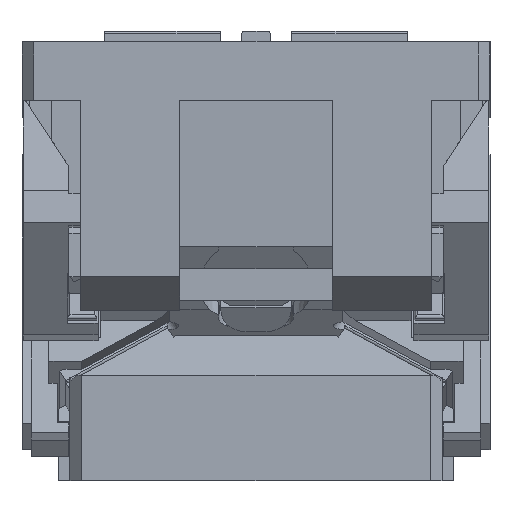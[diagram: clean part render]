
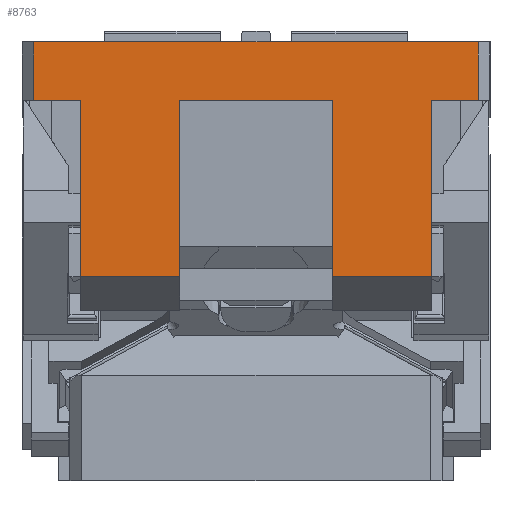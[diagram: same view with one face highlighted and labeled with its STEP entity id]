
A CAD part, left-side view. The second image highlights one B-rep face of the part: STEP entity #8763.
In plain terms, the highlighted planar face has unit normal (-1, 0, 0).
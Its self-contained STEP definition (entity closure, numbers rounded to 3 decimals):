
#4455=CARTESIAN_POINT('Vertex',(-390.,190.,200.)) ;
#4469=CARTESIAN_POINT('Vertex',(-390.,190.,150.)) ;
#4472=CARTESIAN_POINT('Line Origine',(-390.,190.,175.)) ;
#4489=CARTESIAN_POINT('Line Origine',(-390.,-190.,175.)) ;
#4493=CARTESIAN_POINT('Vertex',(-390.,-190.,150.)) ;
#4495=CARTESIAN_POINT('Vertex',(-390.,-190.,200.)) ;
#7135=CARTESIAN_POINT('Line Origine',(-390.,-170.,150.)) ;
#7139=CARTESIAN_POINT('Vertex',(-390.,-150.,150.)) ;
#7182=CARTESIAN_POINT('Vertex',(-390.,150.,150.)) ;
#7185=CARTESIAN_POINT('Line Origine',(-390.,170.,150.)) ;
#7626=CARTESIAN_POINT('Line Origine',(-390.,0.,200.)) ;
#8600=CARTESIAN_POINT('Vertex',(-390.,-150.,-0.768)) ;
#8603=CARTESIAN_POINT('Line Origine',(-390.,-150.,74.616)) ;
#8630=CARTESIAN_POINT('Vertex',(-390.,150.,-0.768)) ;
#8633=CARTESIAN_POINT('Line Origine',(-390.,150.,74.616)) ;
#8661=CARTESIAN_POINT('Line Origine',(-390.,107.5,-0.768)) ;
#8665=CARTESIAN_POINT('Vertex',(-390.,65.,-0.768)) ;
#8689=CARTESIAN_POINT('Vertex',(-390.,65.,150.)) ;
#8696=CARTESIAN_POINT('Vertex',(-390.,-65.,150.)) ;
#8699=CARTESIAN_POINT('Line Origine',(-390.,0.,150.)) ;
#8715=CARTESIAN_POINT('Line Origine',(-390.,-107.5,-0.768)) ;
#8719=CARTESIAN_POINT('Vertex',(-390.,-65.,-0.768)) ;
#8734=CARTESIAN_POINT('Axis2P3D Location',(-390.,-200.,150.)) ;
#8739=CARTESIAN_POINT('Line Origine',(-390.,65.,74.616)) ;
#8744=CARTESIAN_POINT('Line Origine',(-390.,-65.,74.616)) ;
#4473=DIRECTION('Vector Direction',(0.,0.,-1.)) ;
#4490=DIRECTION('Vector Direction',(0.,0.,1.)) ;
#7136=DIRECTION('Vector Direction',(0.,-1.,0.)) ;
#7186=DIRECTION('Vector Direction',(0.,1.,0.)) ;
#7627=DIRECTION('Vector Direction',(0.,1.,0.)) ;
#8604=DIRECTION('Vector Direction',(0.,0.,-1.)) ;
#8634=DIRECTION('Vector Direction',(0.,0.,-1.)) ;
#8662=DIRECTION('Vector Direction',(0.,-1.,0.)) ;
#8700=DIRECTION('Vector Direction',(0.,1.,0.)) ;
#8716=DIRECTION('Vector Direction',(0.,-1.,0.)) ;
#8735=DIRECTION('Axis2P3D Direction',(1.,0.,0.)) ;
#8736=DIRECTION('Axis2P3D XDirection',(0.,1.,0.)) ;
#8740=DIRECTION('Vector Direction',(0.,0.,-1.)) ;
#8745=DIRECTION('Vector Direction',(0.,0.,-1.)) ;
#8737=AXIS2_PLACEMENT_3D('Plane Axis2P3D',#8734,#8735,#8736) ;
#8750=ORIENTED_EDGE('',*,*,#8743,.F.) ;
#8751=ORIENTED_EDGE('',*,*,#8703,.F.) ;
#8752=ORIENTED_EDGE('',*,*,#8748,.T.) ;
#8753=ORIENTED_EDGE('',*,*,#8721,.T.) ;
#8754=ORIENTED_EDGE('',*,*,#8607,.F.) ;
#8755=ORIENTED_EDGE('',*,*,#7141,.F.) ;
#8756=ORIENTED_EDGE('',*,*,#4497,.T.) ;
#8757=ORIENTED_EDGE('',*,*,#7630,.T.) ;
#8758=ORIENTED_EDGE('',*,*,#4476,.T.) ;
#8759=ORIENTED_EDGE('',*,*,#7189,.F.) ;
#8760=ORIENTED_EDGE('',*,*,#8637,.T.) ;
#8761=ORIENTED_EDGE('',*,*,#8667,.T.) ;
#4474=VECTOR('Line Direction',#4473,1.) ;
#4491=VECTOR('Line Direction',#4490,1.) ;
#7137=VECTOR('Line Direction',#7136,1.) ;
#7187=VECTOR('Line Direction',#7186,1.) ;
#7628=VECTOR('Line Direction',#7627,1.) ;
#8605=VECTOR('Line Direction',#8604,1.) ;
#8635=VECTOR('Line Direction',#8634,1.) ;
#8663=VECTOR('Line Direction',#8662,1.) ;
#8701=VECTOR('Line Direction',#8700,1.) ;
#8717=VECTOR('Line Direction',#8716,1.) ;
#8741=VECTOR('Line Direction',#8740,1.) ;
#8746=VECTOR('Line Direction',#8745,1.) ;
#8763=ADVANCED_FACE('CAM HOLDER',(#8762),#8738,.F.) ;
#4476=EDGE_CURVE('',#4456,#4470,#4475,.T.) ;
#4497=EDGE_CURVE('',#4494,#4496,#4492,.T.) ;
#7141=EDGE_CURVE('',#4494,#7140,#7138,.F.) ;
#7189=EDGE_CURVE('',#7183,#4470,#7188,.T.) ;
#7630=EDGE_CURVE('',#4496,#4456,#7629,.T.) ;
#8607=EDGE_CURVE('',#7140,#8601,#8606,.T.) ;
#8637=EDGE_CURVE('',#7183,#8631,#8636,.T.) ;
#8667=EDGE_CURVE('',#8631,#8666,#8664,.T.) ;
#8703=EDGE_CURVE('',#8697,#8690,#8702,.T.) ;
#8721=EDGE_CURVE('',#8720,#8601,#8718,.T.) ;
#8743=EDGE_CURVE('',#8690,#8666,#8742,.T.) ;
#8748=EDGE_CURVE('',#8697,#8720,#8747,.T.) ;
#8749=EDGE_LOOP('',(#8750,#8751,#8752,#8753,#8754,#8755,#8756,#8757,#8758,#8759,#8760,#8761)) ;
#8762=FACE_OUTER_BOUND('',#8749,.T.) ;
#4475=LINE('Line',#4472,#4474) ;
#4492=LINE('Line',#4489,#4491) ;
#7138=LINE('Line',#7135,#7137) ;
#7188=LINE('Line',#7185,#7187) ;
#7629=LINE('Line',#7626,#7628) ;
#8606=LINE('Line',#8603,#8605) ;
#8636=LINE('Line',#8633,#8635) ;
#8664=LINE('Line',#8661,#8663) ;
#8702=LINE('Line',#8699,#8701) ;
#8718=LINE('Line',#8715,#8717) ;
#8742=LINE('Line',#8739,#8741) ;
#8747=LINE('Line',#8744,#8746) ;
#8738=PLANE('Plane',#8737) ;
#4456=VERTEX_POINT('',#4455) ;
#4470=VERTEX_POINT('',#4469) ;
#4494=VERTEX_POINT('',#4493) ;
#4496=VERTEX_POINT('',#4495) ;
#7140=VERTEX_POINT('',#7139) ;
#7183=VERTEX_POINT('',#7182) ;
#8601=VERTEX_POINT('',#8600) ;
#8631=VERTEX_POINT('',#8630) ;
#8666=VERTEX_POINT('',#8665) ;
#8690=VERTEX_POINT('',#8689) ;
#8697=VERTEX_POINT('',#8696) ;
#8720=VERTEX_POINT('',#8719) ;
